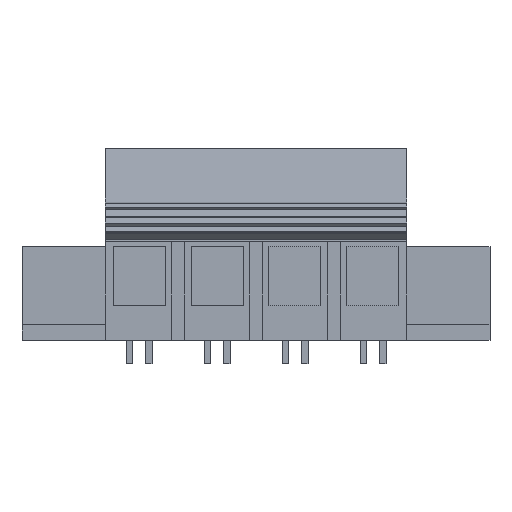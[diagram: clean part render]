
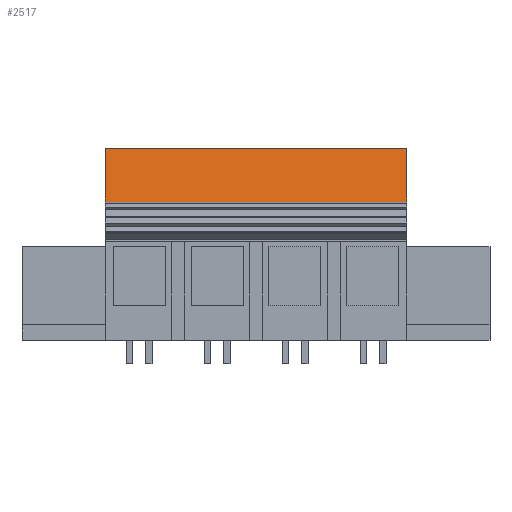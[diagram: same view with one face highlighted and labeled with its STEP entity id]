
A CAD part, front view. The second image highlights one B-rep face of the part: STEP entity #2517.
In plain terms, the highlighted planar face has unit normal (0, -0.985, 0.174).
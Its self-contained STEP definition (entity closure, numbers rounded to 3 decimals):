
#2497=AXIS2_PLACEMENT_3D('Plane Axis2P3D',#2494,#2495,#2496) ;
#492=CARTESIAN_POINT('Vertex',(16.,8.164,31.099)) ;
#495=CARTESIAN_POINT('Line Origine',(16.,9.076,36.275)) ;
#499=CARTESIAN_POINT('Vertex',(16.,9.989,41.45)) ;
#2479=CARTESIAN_POINT('Vertex',(74.,8.164,31.099)) ;
#2482=CARTESIAN_POINT('Line Origine',(45.,8.164,31.099)) ;
#2494=CARTESIAN_POINT('Axis2P3D Location',(16.,9.989,41.45)) ;
#2499=CARTESIAN_POINT('Line Origine',(74.,9.076,36.275)) ;
#2503=CARTESIAN_POINT('Vertex',(74.,9.989,41.45)) ;
#2506=CARTESIAN_POINT('Line Origine',(45.,9.989,41.45)) ;
#496=DIRECTION('Vector Direction',(0.,-0.174,-0.985)) ;
#2483=DIRECTION('Vector Direction',(1.,0.,0.)) ;
#2495=DIRECTION('Axis2P3D Direction',(0.,-0.985,0.174)) ;
#2496=DIRECTION('Axis2P3D XDirection',(0.,-0.174,-0.985)) ;
#2500=DIRECTION('Vector Direction',(0.,-0.174,-0.985)) ;
#2507=DIRECTION('Vector Direction',(1.,0.,0.)) ;
#497=VECTOR('Line Direction',#496,1.) ;
#2484=VECTOR('Line Direction',#2483,1.) ;
#2501=VECTOR('Line Direction',#2500,1.) ;
#2508=VECTOR('Line Direction',#2507,1.) ;
#2512=ORIENTED_EDGE('',*,*,#2486,.T.) ;
#2513=ORIENTED_EDGE('',*,*,#2505,.F.) ;
#2514=ORIENTED_EDGE('',*,*,#2510,.F.) ;
#2515=ORIENTED_EDGE('',*,*,#501,.F.) ;
#2517=ADVANCED_FACE('HOUSING',(#2516),#2498,.T.) ;
#501=EDGE_CURVE('',#493,#500,#498,.F.) ;
#2486=EDGE_CURVE('',#493,#2480,#2485,.T.) ;
#2505=EDGE_CURVE('',#2504,#2480,#2502,.T.) ;
#2510=EDGE_CURVE('',#500,#2504,#2509,.T.) ;
#2511=EDGE_LOOP('',(#2512,#2513,#2514,#2515)) ;
#2516=FACE_OUTER_BOUND('',#2511,.T.) ;
#498=LINE('Line',#495,#497) ;
#2485=LINE('Line',#2482,#2484) ;
#2502=LINE('Line',#2499,#2501) ;
#2509=LINE('Line',#2506,#2508) ;
#2498=PLANE('',#2497) ;
#493=VERTEX_POINT('',#492) ;
#500=VERTEX_POINT('',#499) ;
#2480=VERTEX_POINT('',#2479) ;
#2504=VERTEX_POINT('',#2503) ;
